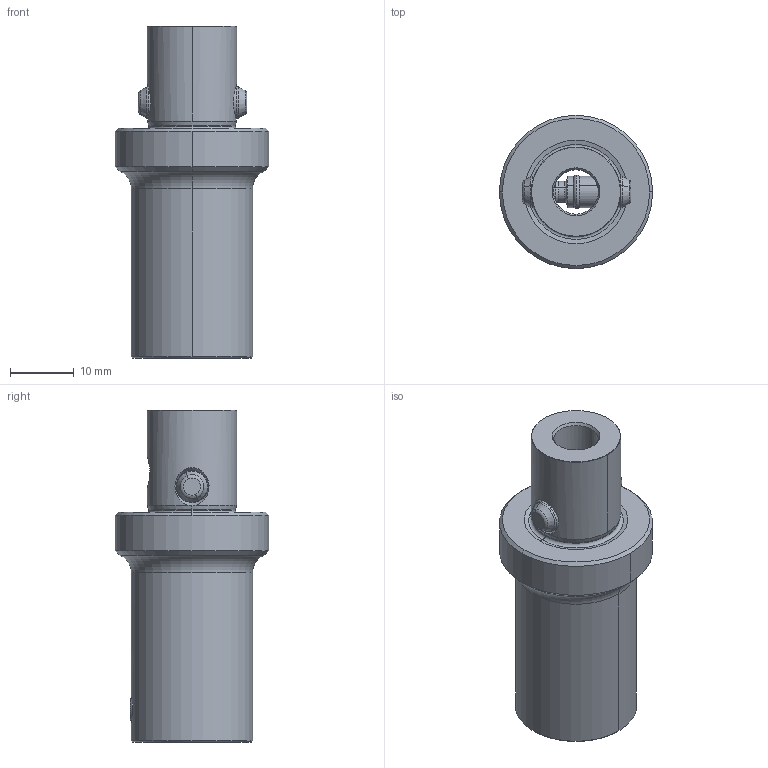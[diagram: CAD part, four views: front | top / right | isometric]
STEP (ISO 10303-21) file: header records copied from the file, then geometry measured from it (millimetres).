
FILE_DESCRIPTION(('no description'),'unknown implementation level');
FILE_NAME('89A8766A-30E6-4A8C-A692-B10371A991CB_export.stp',' ',('CIMSOURCE GmbH'),('CADClick - KiM GmbH - www.kimweb.de'),'unknown preprocess','ACIS','unknown authorization');
FILE_SCHEMA(('automotive_design'));
Length unit declared in the file: millimetre
Products named in the file (4): 332.210 Kaiser CK2 X CK1 X 55|690.431 Kaiser ETL M4 X 5 CK1_Standard;NONE; 332.210 Kaiser CK2 X CK1 X 55|332.210 Kaiser CK2 X CK1 X 55_Standard;NONE; 332.210 Kaiser CK2 X CK1 X 55|691.502 Kaiser ETL �5 X 17K_Standard|691.522 Mitnehmerbolzen_Standard;NONE; 332.210 Kaiser CK2 X CK1 X 55|691.502 Kaiser ETL �5 X 17K_Standard|692.271 Skizze_Standard;NONE
Bounding box: 24 x 24 x 52 mm (x, y, z)
Volume: 11038.8 mm3; surface area: 5518.8 mm2
Topology: 4 solids, 4 shells, 136 faces, 314 edges, 181 vertices
Faces by surface type: cone 40, cylinder 34, plane 33, torus 26, bspline 3
Entity records: 8439 total; most frequent: CARTESIAN_POINT 1657, DIRECTION 721, STYLED_ITEM 633, PRESENTATION_STYLE_ASSIGNMENT 633, COLOUR_RGB 633, ORIENTED_EDGE 624, EDGE_CURVE 312, CURVE_STYLE 312
